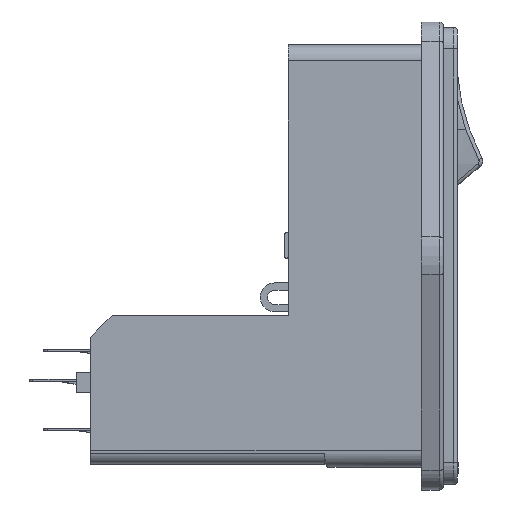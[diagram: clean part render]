
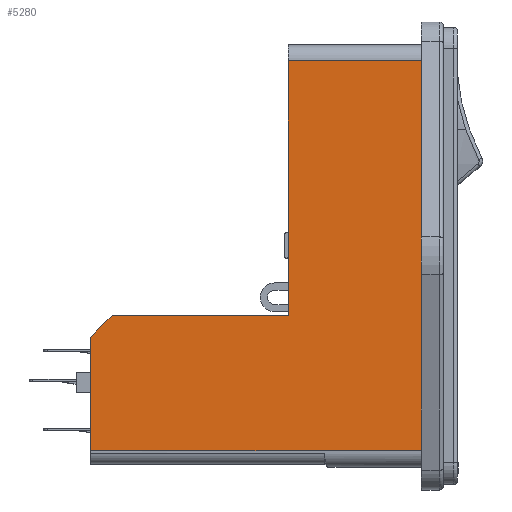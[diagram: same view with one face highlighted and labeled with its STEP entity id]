
A CAD part, top view. The second image highlights one B-rep face of the part: STEP entity #5280.
In plain terms, the highlighted planar face has unit normal (0, 0, 1).
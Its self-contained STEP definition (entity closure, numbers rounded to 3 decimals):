
#4717 = VERTEX_POINT ( 'NONE', #13097 ) ;
#4719 = EDGE_CURVE ( 'NONE', #4717, #4720, #13096, .T. ) ;
#4720 = VERTEX_POINT ( 'NONE', #13092 ) ;
#4953 = VERTEX_POINT ( 'NONE', #13561 ) ;
#5019 = EDGE_CURVE ( 'NONE', #5020, #4953, #13633, .T. ) ;
#5020 = VERTEX_POINT ( 'NONE', #13693 ) ;
#5265 = ORIENTED_EDGE ( 'NONE', *, *, #5279, .T. ) ;
#5266 = ORIENTED_EDGE ( 'NONE', *, *, #5019, .T. ) ;
#5267 = ORIENTED_EDGE ( 'NONE', *, *, #5268, .F. ) ;
#5268 = EDGE_CURVE ( 'NONE', #4720, #4953, #14102, .T. ) ;
#5269 = ORIENTED_EDGE ( 'NONE', *, *, #4719, .F. ) ;
#5279 = EDGE_CURVE ( 'NONE', #5294, #5020, #14084, .T. ) ;
#5280 = ADVANCED_FACE ( 'NONE', ( #14146 ), #14145, .F. ) ;
#5281 = EDGE_LOOP ( 'NONE', ( #5282, #5285, #5288, #5265, #5266, #5267, #5269 ) ) ;
#5282 = ORIENTED_EDGE ( 'NONE', *, *, #5283, .F. ) ;
#5283 = EDGE_CURVE ( 'NONE', #5284, #4717, #14140, .T. ) ;
#5284 = VERTEX_POINT ( 'NONE', #14136 ) ;
#5285 = ORIENTED_EDGE ( 'NONE', *, *, #5286, .T. ) ;
#5286 = EDGE_CURVE ( 'NONE', #5284, #5287, #14135, .T. ) ;
#5287 = VERTEX_POINT ( 'NONE', #14131 ) ;
#5288 = ORIENTED_EDGE ( 'NONE', *, *, #5289, .F. ) ;
#5289 = EDGE_CURVE ( 'NONE', #5294, #5287, #14129, .T. ) ;
#5294 = VERTEX_POINT ( 'NONE', #14174 ) ;
#13092 = CARTESIAN_POINT ( 'NONE',  ( -21.5, 27.1, 13.5 ) ) ;
#13093 = DIRECTION ( 'NONE',  ( 0., 1., 0. ) ) ;
#13094 = VECTOR ( 'NONE', #13093, 1000. ) ;
#13095 = CARTESIAN_POINT ( 'NONE',  ( -21.5, -11.3, 13.5 ) ) ;
#13096 = LINE ( 'NONE', #13095, #13094 ) ;
#13097 = CARTESIAN_POINT ( 'NONE',  ( -21.5, -8.3, 13.5 ) ) ;
#13121 = DIRECTION ( 'NONE',  ( 0., 1., 0. ) ) ;
#13122 = VECTOR ( 'NONE', #13121, 1000. ) ;
#13561 = CARTESIAN_POINT ( 'NONE',  ( -3., 27.1, 13.5 ) ) ;
#13632 = CARTESIAN_POINT ( 'NONE',  ( -3., 27.1, 13.5 ) ) ;
#13633 = LINE ( 'NONE', #13632, #13122 ) ;
#13693 = CARTESIAN_POINT ( 'NONE',  ( -3., -27.1, 13.5 ) ) ;
#14083 = CARTESIAN_POINT ( 'NONE',  ( -18.5, -27.1, 13.5 ) ) ;
#14084 = LINE ( 'NONE', #14083, #14148 ) ;
#14095 = DIRECTION ( 'NONE',  ( 1., 0., 0. ) ) ;
#14096 = VECTOR ( 'NONE', #14095, 1000. ) ;
#14097 = CARTESIAN_POINT ( 'NONE',  ( -18.5, 27.1, 13.5 ) ) ;
#14102 = LINE ( 'NONE', #14097, #14096 ) ;
#14126 = DIRECTION ( 'NONE',  ( 0., 1., 0. ) ) ;
#14127 = VECTOR ( 'NONE', #14126, 1000. ) ;
#14128 = CARTESIAN_POINT ( 'NONE',  ( -49., -27.1, 13.5 ) ) ;
#14129 = LINE ( 'NONE', #14128, #14127 ) ;
#14131 = CARTESIAN_POINT ( 'NONE',  ( -49., -11.3, 13.5 ) ) ;
#14132 = DIRECTION ( 'NONE',  ( -0.707, -0.707, 0. ) ) ;
#14133 = VECTOR ( 'NONE', #14132, 1000. ) ;
#14134 = CARTESIAN_POINT ( 'NONE',  ( -49., -11.3, 13.5 ) ) ;
#14135 = LINE ( 'NONE', #14134, #14133 ) ;
#14136 = CARTESIAN_POINT ( 'NONE',  ( -46., -8.3, 13.5 ) ) ;
#14137 = DIRECTION ( 'NONE',  ( 1., 0., 0. ) ) ;
#14138 = VECTOR ( 'NONE', #14137, 1000. ) ;
#14139 = CARTESIAN_POINT ( 'NONE',  ( -52.059, -8.3, 13.5 ) ) ;
#14140 = LINE ( 'NONE', #14139, #14138 ) ;
#14141 = DIRECTION ( 'NONE',  ( -1., 0., 0. ) ) ;
#14142 = DIRECTION ( 'NONE',  ( 0., 0., -1. ) ) ;
#14143 = CARTESIAN_POINT ( 'NONE',  ( -18.5, 27.1, 13.5 ) ) ;
#14144 = AXIS2_PLACEMENT_3D ( 'NONE', #14143, #14142, #14141 ) ;
#14145 = PLANE ( 'NONE',  #14144 ) ;
#14146 = FACE_OUTER_BOUND ( 'NONE', #5281, .T. ) ;
#14147 = DIRECTION ( 'NONE',  ( 1., 0., 0. ) ) ;
#14148 = VECTOR ( 'NONE', #14147, 1000. ) ;
#14174 = CARTESIAN_POINT ( 'NONE',  ( -49., -27.1, 13.5 ) ) ;
